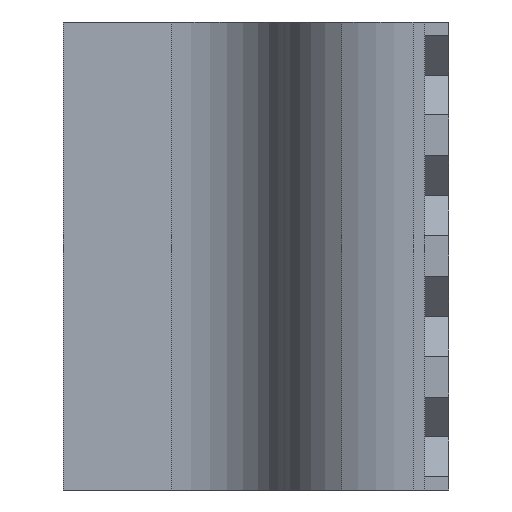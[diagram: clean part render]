
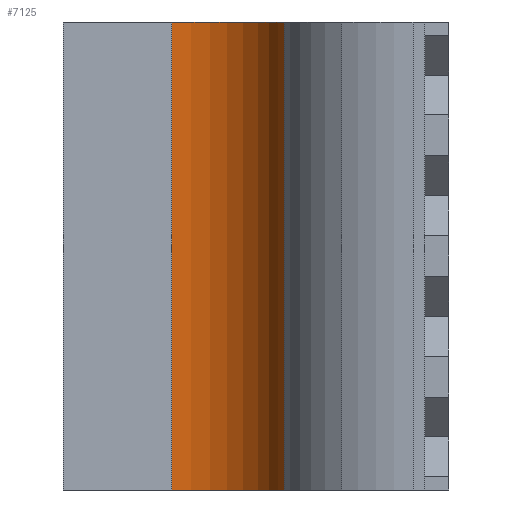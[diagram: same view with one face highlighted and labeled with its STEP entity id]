
A CAD part, left-side view. The second image highlights one B-rep face of the part: STEP entity #7125.
In plain terms, the highlighted cylindrical face has radius 2.4 mm (diameter 4.8 mm), a partial arc.
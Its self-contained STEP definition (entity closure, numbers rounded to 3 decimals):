
#137 = CARTESIAN_POINT ( 'NONE',  ( 3.052, 2.914, 0.15 ) ) ;
#165 = ORIENTED_EDGE ( 'NONE', *, *, #4137, .F. ) ;
#252 = EDGE_CURVE ( 'NONE', #6779, #4190, #6463, .T. ) ;
#589 = DIRECTION ( 'NONE',  ( 0., 0., 1. ) ) ;
#626 = LINE ( 'NONE', #5774, #4185 ) ;
#630 = CARTESIAN_POINT ( 'NONE',  ( 2.5, 5.25, 0. ) ) ;
#1468 = CARTESIAN_POINT ( 'NONE',  ( 4.9, 5.25, 9.85 ) ) ;
#1505 = DIRECTION ( 'NONE',  ( 0., 0., 1. ) ) ;
#1522 = AXIS2_PLACEMENT_3D ( 'NONE', #630, #4000, #2973 ) ;
#1628 = VERTEX_POINT ( 'NONE', #3173 ) ;
#1957 = DIRECTION ( 'NONE',  ( 0., 0., 1. ) ) ;
#2175 = DIRECTION ( 'NONE',  ( -1., 0., 0. ) ) ;
#2452 = CARTESIAN_POINT ( 'NONE',  ( 2.5, 5.25, 9.85 ) ) ;
#2745 = CARTESIAN_POINT ( 'NONE',  ( 2.5, 5.25, 0.15 ) ) ;
#2973 = DIRECTION ( 'NONE',  ( 1., 0., 0. ) ) ;
#3173 = CARTESIAN_POINT ( 'NONE',  ( 4.9, 5.25, 0.15 ) ) ;
#3539 = CYLINDRICAL_SURFACE ( 'NONE', #1522, 2.4 ) ;
#3976 = VERTEX_POINT ( 'NONE', #137 ) ;
#4000 = DIRECTION ( 'NONE',  ( 0., 0., 1. ) ) ;
#4058 = ORIENTED_EDGE ( 'NONE', *, *, #5972, .T. ) ;
#4137 = EDGE_CURVE ( 'NONE', #3976, #1628, #6359, .T. ) ;
#4185 = VECTOR ( 'NONE', #589, 1000. ) ;
#4190 = VERTEX_POINT ( 'NONE', #1468 ) ;
#4211 = EDGE_CURVE ( 'NONE', #1628, #4190, #6072, .T. ) ;
#4803 = AXIS2_PLACEMENT_3D ( 'NONE', #2745, #7353, #2175 ) ;
#5265 = CARTESIAN_POINT ( 'NONE',  ( 3.052, 2.914, 9.85 ) ) ;
#5277 = ORIENTED_EDGE ( 'NONE', *, *, #4211, .F. ) ;
#5328 = DIRECTION ( 'NONE',  ( -1., 0., 0. ) ) ;
#5774 = CARTESIAN_POINT ( 'NONE',  ( 3.052, 2.914, 0. ) ) ;
#5861 = AXIS2_PLACEMENT_3D ( 'NONE', #2452, #1957, #5328 ) ;
#5972 = EDGE_CURVE ( 'NONE', #3976, #6779, #626, .T. ) ;
#6072 = LINE ( 'NONE', #6678, #6480 ) ;
#6359 = CIRCLE ( 'NONE', #4803, 2.4 ) ;
#6463 = CIRCLE ( 'NONE', #5861, 2.4 ) ;
#6480 = VECTOR ( 'NONE', #1505, 1000. ) ;
#6666 = EDGE_LOOP ( 'NONE', ( #6696, #5277, #165, #4058 ) ) ;
#6678 = CARTESIAN_POINT ( 'NONE',  ( 4.9, 5.25, 0. ) ) ;
#6696 = ORIENTED_EDGE ( 'NONE', *, *, #252, .T. ) ;
#6779 = VERTEX_POINT ( 'NONE', #5265 ) ;
#6977 = FACE_OUTER_BOUND ( 'NONE', #6666, .T. ) ;
#7125 = ADVANCED_FACE ( 'NONE', ( #6977 ), #3539, .F. ) ;
#7353 = DIRECTION ( 'NONE',  ( 0., 0., 1. ) ) ;
